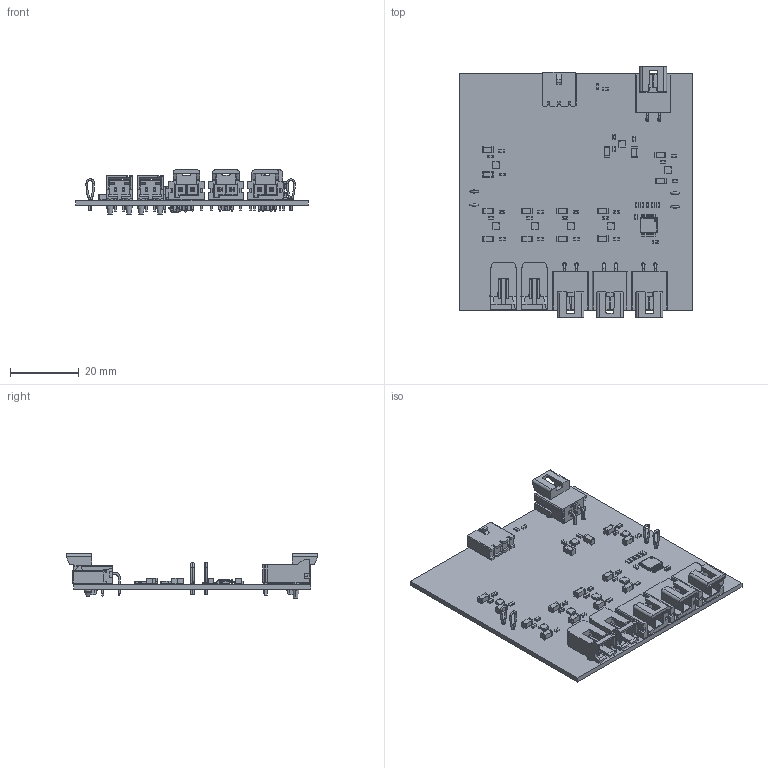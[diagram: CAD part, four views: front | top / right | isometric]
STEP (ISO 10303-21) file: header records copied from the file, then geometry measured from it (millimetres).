
FILE_DESCRIPTION(('KiCad electronic assembly'),'2;1');
FILE_NAME('Connector_Extension_Board_V1.0.step','2026-01-13T11:21:47',( 'Pcbnew'),('Kicad'),'Open CASCADE STEP processor 7.8', 'KiCad to STEP converter','Unknown');
FILE_SCHEMA(('AUTOMOTIVE_DESIGN { 1 0 10303 214 1 1 1 1 }'));
Length unit declared in the file: millimetre
Products named in the file (11): Connector_Extension_Board_V1.0 1; TestPoint_Loop_D2.50mm_Drill1.0mm; TPS259571DSGR; R_0603_1608Metric; C_0603_1608Metric; C_1206_3216Metric; 5-104361-1; TPS1HC30BQPWPRQ1; 1723103102; 2157601003; Connector_Extension_Board_V1.0_PCB
Assembly tree (64 placements, depth 2):
  Connector_Extension_Board_V1.0 1
    TestPoint_Loop_D2.50mm_Drill1.0mm  x4
    TPS259571DSGR  x7
    R_0603_1608Metric  x15
    C_0603_1608Metric  x15
    C_1206_3216Metric  x14
    5-104361-1  x2
    TPS1HC30BQPWPRQ1
    1723103102  x4
    2157601003
    Connector_Extension_Board_V1.0_PCB
Bounding box: 67.65 x 73.01 x 12.85 mm (x, y, z)
Volume: 9766.7 mm3; surface area: 17116.4 mm2
Topology: 198 solids, 198 shells, 4506 faces, 11503 edges, 7550 vertices
Faces by surface type: plane 3277, cylinder 1143, cone 66, bspline 16, torus 4
Full cylindrical faces by diameter (mm): 0.3 x12, 0.5 x8, 1 x8, 1.02 x11, 1.753 x8, 2.36 x4, 3 x1, 3.05 x4
Entity records: 40749 total; most frequent: CARTESIAN_POINT 8587, ORIENTED_EDGE 6136, DIRECTION 6079, EDGE_CURVE 3068, LINE 2409, VECTOR 2409, VERTEX_POINT 2000, AXIS2_PLACEMENT_3D 1835
